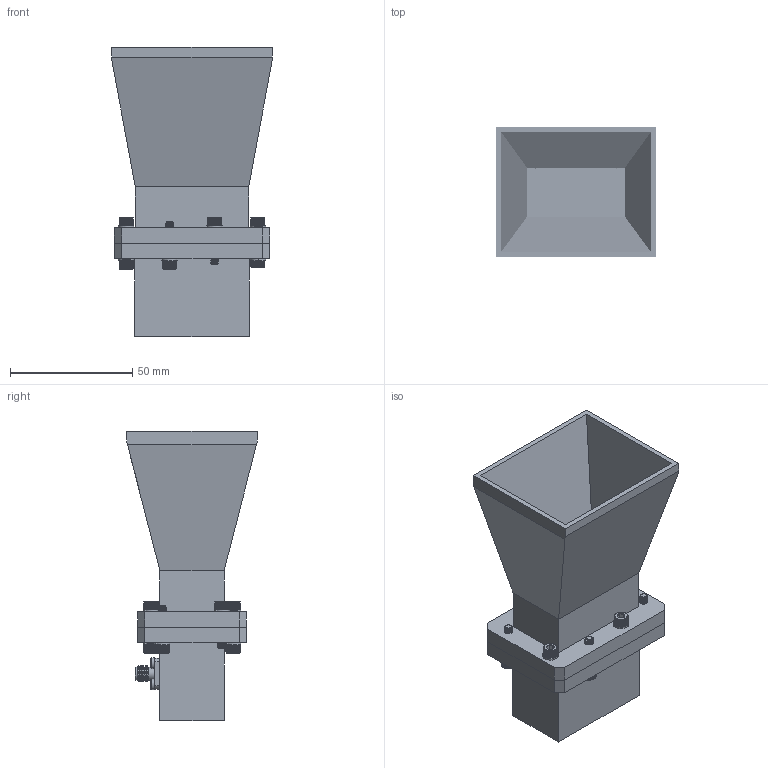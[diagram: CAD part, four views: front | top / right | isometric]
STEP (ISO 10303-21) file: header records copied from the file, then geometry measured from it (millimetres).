
FILE_DESCRIPTION (( 'STEP AP214' ), '1' );
FILE_NAME ('PEWAN159-10SF_3D.STEP', '2021-10-26T15:25:30', ( '' ), ( '' ), 'SwSTEP 2.0', 'SolidWorks 2021', '' );
FILE_SCHEMA (( 'AUTOMOTIVE_DESIGN' ));
Length unit declared in the file: inch
Products named in the file (10): Copy of PE9831_CON^PE9831; 6-LW; Copy of 112-N-PANEL^Copy of PE9831_CON_PE9831; PE9831; Copy of PE9831_Body^PE9831; PEWAN159-10; 6-32SH-HXx.625_92196A150; PEWAN159-10SF_3D; Copy of 06142-con screw^Copy of PE9831_CON_PE9831; Copy of 042-SMA^Copy of PE9831_CON_PE9831
Assembly tree (26 placements, depth 4):
  PEWAN159-10SF_3D
    6-32SH-HXx.625_92196A150  x8
    6-LW  x8
    PE9831
      Copy of PE9831_CON^PE9831
        Copy of 112-N-PANEL^Copy of PE9831_CON_PE9831
        Copy of 042-SMA^Copy of PE9831_CON_PE9831
        Copy of 06142-con screw^Copy of PE9831_CON_PE9831  x4
      Copy of PE9831_Body^PE9831
    PEWAN159-10
Bounding box: 65.49 x 53.47 x 118.1 mm (x, y, z)
Volume: 82075.7 mm3; surface area: 53268.3 mm2
Topology: 24 solids, 24 shells, 1871 faces, 4337 edges, 2540 vertices
Faces by surface type: plane 1196, cone 561, cylinder 92, bspline 22
Full cylindrical faces by diameter (mm): 0.95 x1, 2.7 x4, 2.705 x4, 3.75 x4, 3.81 x4, 4 x5, 4.1 x1, 4.3 x4, 4.6 x1, 5.35 x2, 6.35 x6
Entity records: 14050 total; most frequent: CARTESIAN_POINT 4610, ORIENTED_EDGE 1556, DIRECTION 1454, EDGE_CURVE 778, AXIS2_PLACEMENT_3D 556, VERTEX_POINT 502, EDGE_LOOP 458, FACE_OUTER_BOUND 386
